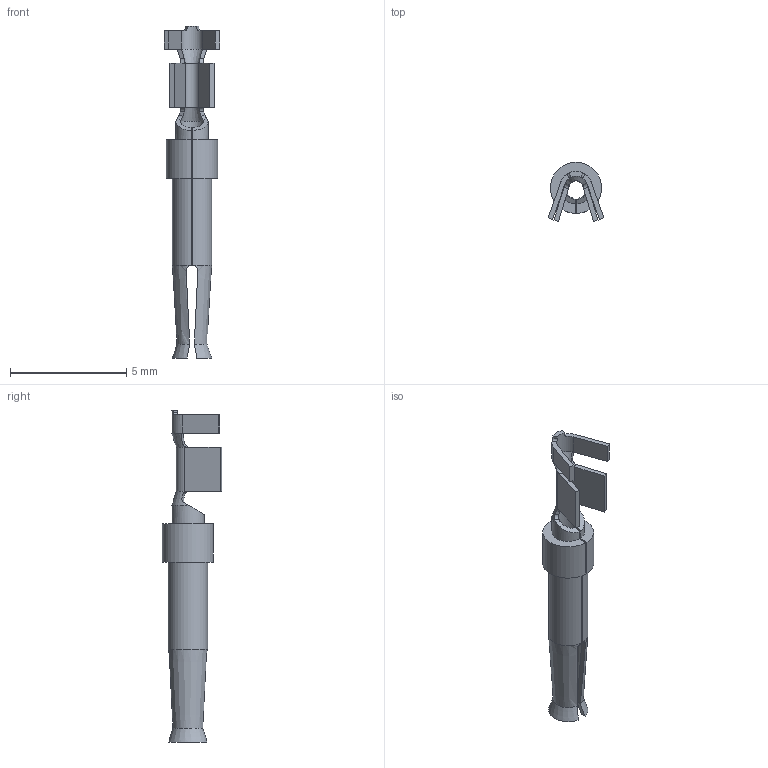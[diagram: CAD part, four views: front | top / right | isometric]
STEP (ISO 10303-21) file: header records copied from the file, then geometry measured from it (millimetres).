
FILE_DESCRIPTION(('Creo Elements/Direct Modeling STEP Export'),'2;1');
FILE_NAME('0ln7uvk51l8g1qa2308','2020-03-10T17:00:14',(''),(''),'Creo Elements/Direct Modeling STEP processor for AP214 (Solid Model)','Creo Elements/Direct Modeling 20.1B 02-Apr-2019 (C) Parametric Technology GmbH','');
FILE_SCHEMA(('AUTOMOTIVE_DESIGN { 1 0 10303 214 1 1 1 1 }'));
Length unit declared in the file: millimetre
Products named in the file (2): BUSSOLA_5A_20-24.1
Assembly tree (1 placements, depth 2):
  BUSSOLA_5A_20-24.1
    BUSSOLA_5A_20-24.1
Bounding box: 2.4 x 2.56 x 14.3 mm (x, y, z)
Volume: 14.3 mm3; surface area: 128 mm2
Topology: 1 solids, 1 shells, 76 faces, 208 edges, 134 vertices
Faces by surface type: plane 44, cylinder 20, cone 12
Entity records: 3663 total; most frequent: CARTESIAN_POINT 1734, ORIENTED_EDGE 416, DIRECTION 346, EDGE_CURVE 208, VERTEX_POINT 134, AXIS2_PLACEMENT_3D 121, VECTOR 104, LINE 104
